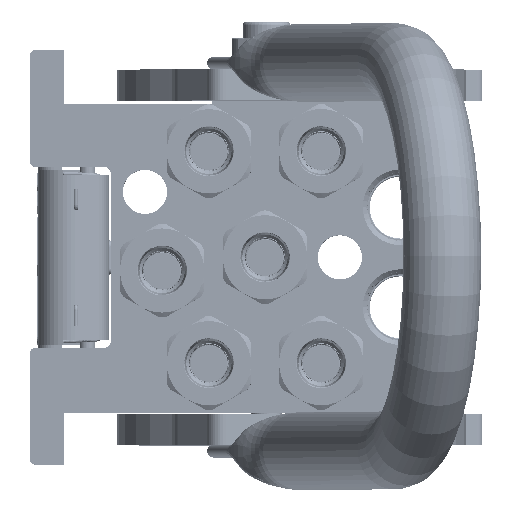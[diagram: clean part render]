
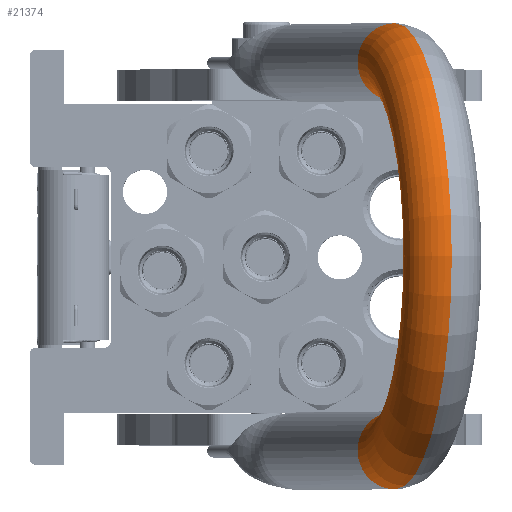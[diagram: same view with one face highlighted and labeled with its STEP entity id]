
A CAD part, top view. The second image highlights one B-rep face of the part: STEP entity #21374.
In plain terms, the highlighted toroidal (fillet/blend) face has major radius 62.25 mm and minor radius 12.5 mm.
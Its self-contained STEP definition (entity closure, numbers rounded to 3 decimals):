
#3483 = CIRCLE ( 'NONE', #46003, 12.5 ) ;
#5663 = DIRECTION ( 'NONE',  ( 0., 0., 1. ) ) ;
#7674 = EDGE_LOOP ( 'NONE', ( #102529, #52092, #35594, #114168 ) ) ;
#8359 = FACE_OUTER_BOUND ( 'NONE', #7674, .T. ) ;
#10314 = CARTESIAN_POINT ( 'NONE',  ( -49.75, 0., 125.25 ) ) ;
#12834 = CIRCLE ( 'NONE', #75788, 12.5 ) ;
#14592 = CARTESIAN_POINT ( 'NONE',  ( 0., 0., 125.25 ) ) ;
#21374 = ADVANCED_FACE ( 'NONE', ( #8359 ), #103345, .T. ) ;
#29218 = EDGE_CURVE ( 'NONE', #55536, #34843, #12834, .T. ) ;
#30011 = DIRECTION ( 'NONE',  ( -1., 0., 0. ) ) ;
#30332 = AXIS2_PLACEMENT_3D ( 'NONE', #61407, #40085, #30011 ) ;
#34404 = DIRECTION ( 'NONE',  ( 0., 0., -1. ) ) ;
#34843 = VERTEX_POINT ( 'NONE', #51757 ) ;
#35594 = ORIENTED_EDGE ( 'NONE', *, *, #69258, .F. ) ;
#36869 = VERTEX_POINT ( 'NONE', #119261 ) ;
#37786 = CARTESIAN_POINT ( 'NONE',  ( 0., 0., 125.25 ) ) ;
#38631 = DIRECTION ( 'NONE',  ( 1., 0., 0. ) ) ;
#40085 = DIRECTION ( 'NONE',  ( 0., 1., 0. ) ) ;
#44354 = CARTESIAN_POINT ( 'NONE',  ( 49.75, 0., 125.25 ) ) ;
#46003 = AXIS2_PLACEMENT_3D ( 'NONE', #102817, #34404, #103647 ) ;
#51757 = CARTESIAN_POINT ( 'NONE',  ( -74.75, 0., 125.25 ) ) ;
#52092 = ORIENTED_EDGE ( 'NONE', *, *, #70598, .F. ) ;
#55536 = VERTEX_POINT ( 'NONE', #10314 ) ;
#61407 = CARTESIAN_POINT ( 'NONE',  ( 0., 0., 125.25 ) ) ;
#66722 = VERTEX_POINT ( 'NONE', #44354 ) ;
#68312 = DIRECTION ( 'NONE',  ( 0., 1., 0. ) ) ;
#69258 = EDGE_CURVE ( 'NONE', #55536, #66722, #95867, .T. ) ;
#70598 = EDGE_CURVE ( 'NONE', #66722, #36869, #3483, .T. ) ;
#72602 = DIRECTION ( 'NONE',  ( -1., 0., 0. ) ) ;
#75788 = AXIS2_PLACEMENT_3D ( 'NONE', #125457, #5663, #95808 ) ;
#83900 = CIRCLE ( 'NONE', #105748, 74.75 ) ;
#95808 = DIRECTION ( 'NONE',  ( 1., 0., 0. ) ) ;
#95867 = CIRCLE ( 'NONE', #30332, 49.75 ) ;
#102529 = ORIENTED_EDGE ( 'NONE', *, *, #124873, .T. ) ;
#102817 = CARTESIAN_POINT ( 'NONE',  ( 62.25, 0., 125.25 ) ) ;
#103345 = TOROIDAL_SURFACE ( 'NONE', #124401, 62.25, 12.5 ) ;
#103647 = DIRECTION ( 'NONE',  ( -1., 0., 0. ) ) ;
#105748 = AXIS2_PLACEMENT_3D ( 'NONE', #14592, #113883, #72602 ) ;
#113883 = DIRECTION ( 'NONE',  ( 0., 1., 0. ) ) ;
#114168 = ORIENTED_EDGE ( 'NONE', *, *, #29218, .T. ) ;
#119261 = CARTESIAN_POINT ( 'NONE',  ( 74.75, 0., 125.25 ) ) ;
#124401 = AXIS2_PLACEMENT_3D ( 'NONE', #37786, #68312, #38631 ) ;
#124873 = EDGE_CURVE ( 'NONE', #34843, #36869, #83900, .T. ) ;
#125457 = CARTESIAN_POINT ( 'NONE',  ( -62.25, 0., 125.25 ) ) ;
